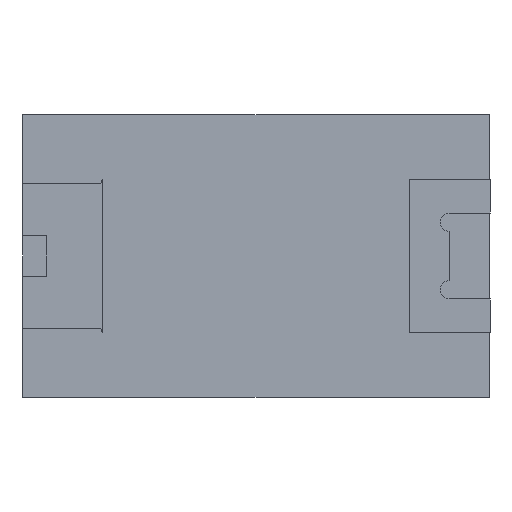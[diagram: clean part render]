
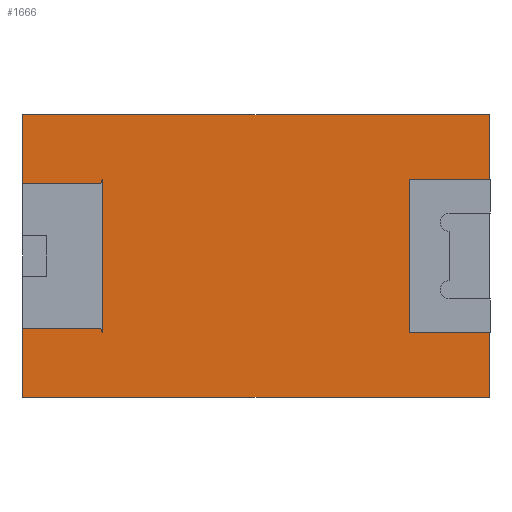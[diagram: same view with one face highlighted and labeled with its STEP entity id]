
A CAD part, front view. The second image highlights one B-rep face of the part: STEP entity #1666.
In plain terms, the highlighted planar face has unit normal (0, -1, 0).
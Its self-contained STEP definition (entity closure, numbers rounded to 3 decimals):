
#21 = VECTOR ( 'NONE', #2529, 1000. ) ;
#30 = DIRECTION ( 'NONE',  ( -1., 0., 0. ) ) ;
#52 = CARTESIAN_POINT ( 'NONE',  ( 0., 0., -3.483 ) ) ;
#75 = LINE ( 'NONE', #298, #412 ) ;
#78 = EDGE_CURVE ( 'NONE', #890, #1303, #409, .T. ) ;
#99 = VERTEX_POINT ( 'NONE', #2706 ) ;
#218 = DIRECTION ( 'NONE',  ( 0., 0., -1. ) ) ;
#243 = LINE ( 'NONE', #464, #21 ) ;
#261 = CARTESIAN_POINT ( 'NONE',  ( 0., 0., 0. ) ) ;
#291 = EDGE_CURVE ( 'NONE', #2261, #1171, #520, .T. ) ;
#295 = DIRECTION ( 'NONE',  ( 0., 0., 1. ) ) ;
#298 = CARTESIAN_POINT ( 'NONE',  ( 0., 0., 0. ) ) ;
#356 = ORIENTED_EDGE ( 'NONE', *, *, #78, .F. ) ;
#364 = VECTOR ( 'NONE', #295, 1000. ) ;
#380 = DIRECTION ( 'NONE',  ( 0., 0., 1. ) ) ;
#409 = LINE ( 'NONE', #1336, #2003 ) ;
#411 = VECTOR ( 'NONE', #2448, 1000. ) ;
#412 = VECTOR ( 'NONE', #2303, 1000. ) ;
#426 = VERTEX_POINT ( 'NONE', #572 ) ;
#436 = DIRECTION ( 'NONE',  ( 0., 0., 1. ) ) ;
#438 = VERTEX_POINT ( 'NONE', #2657 ) ;
#443 = CARTESIAN_POINT ( 'NONE',  ( 0., 0., -3.483 ) ) ;
#464 = CARTESIAN_POINT ( 'NONE',  ( -0.242, 0., -0.109 ) ) ;
#489 = EDGE_CURVE ( 'NONE', #438, #1027, #243, .T. ) ;
#503 = VECTOR ( 'NONE', #1875, 1000. ) ;
#520 = LINE ( 'NONE', #1430, #364 ) ;
#572 = CARTESIAN_POINT ( 'NONE',  ( 1.3, 0., -1.05 ) ) ;
#578 = CARTESIAN_POINT ( 'NONE',  ( 0., 0., -3.55 ) ) ;
#594 = LINE ( 'NONE', #2428, #1937 ) ;
#611 = LINE ( 'NONE', #1526, #411 ) ;
#616 = CARTESIAN_POINT ( 'NONE',  ( 7.6, 0., -4.6 ) ) ;
#618 = ORIENTED_EDGE ( 'NONE', *, *, #1126, .T. ) ;
#674 = DIRECTION ( 'NONE',  ( 0., -1., 0. ) ) ;
#742 = AXIS2_PLACEMENT_3D ( 'NONE', #2430, #674, #2504 ) ;
#757 = VERTEX_POINT ( 'NONE', #845 ) ;
#793 = CARTESIAN_POINT ( 'NONE',  ( 6.3, 0., -1.05 ) ) ;
#803 = EDGE_CURVE ( 'NONE', #1303, #757, #2341, .T. ) ;
#839 = DIRECTION ( 'NONE',  ( 0., 0., -1. ) ) ;
#845 = CARTESIAN_POINT ( 'NONE',  ( 0., 0., -4.6 ) ) ;
#852 = LINE ( 'NONE', #1592, #2751 ) ;
#890 = VERTEX_POINT ( 'NONE', #1217 ) ;
#988 = VECTOR ( 'NONE', #1492, 1000. ) ;
#990 = VERTEX_POINT ( 'NONE', #793 ) ;
#992 = LINE ( 'NONE', #578, #988 ) ;
#993 = CARTESIAN_POINT ( 'NONE',  ( 1.27, 0., -3.483 ) ) ;
#1027 = VERTEX_POINT ( 'NONE', #993 ) ;
#1039 = EDGE_CURVE ( 'NONE', #426, #438, #1904, .T. ) ;
#1063 = ORIENTED_EDGE ( 'NONE', *, *, #803, .F. ) ;
#1089 = ORIENTED_EDGE ( 'NONE', *, *, #2618, .F. ) ;
#1102 = VERTEX_POINT ( 'NONE', #1147 ) ;
#1111 = EDGE_CURVE ( 'NONE', #757, #1591, #594, .T. ) ;
#1126 = EDGE_CURVE ( 'NONE', #2672, #426, #1291, .T. ) ;
#1139 = CARTESIAN_POINT ( 'NONE',  ( 0., 0., -4.6 ) ) ;
#1142 = ORIENTED_EDGE ( 'NONE', *, *, #2288, .F. ) ;
#1147 = CARTESIAN_POINT ( 'NONE',  ( 7.6, 0., 0. ) ) ;
#1171 = VERTEX_POINT ( 'NONE', #261 ) ;
#1175 = CARTESIAN_POINT ( 'NONE',  ( 0., 0., -1.117 ) ) ;
#1196 = CARTESIAN_POINT ( 'NONE',  ( 1.474, 0., -0.661 ) ) ;
#1212 = ORIENTED_EDGE ( 'NONE', *, *, #291, .F. ) ;
#1217 = CARTESIAN_POINT ( 'NONE',  ( 7.6, 0., -3.55 ) ) ;
#1291 = LINE ( 'NONE', #1196, #503 ) ;
#1303 = VERTEX_POINT ( 'NONE', #616 ) ;
#1336 = CARTESIAN_POINT ( 'NONE',  ( 7.6, 0., 0. ) ) ;
#1348 = ORIENTED_EDGE ( 'NONE', *, *, #2304, .T. ) ;
#1394 = ORIENTED_EDGE ( 'NONE', *, *, #2344, .T. ) ;
#1430 = CARTESIAN_POINT ( 'NONE',  ( 0., 0., 0. ) ) ;
#1492 = DIRECTION ( 'NONE',  ( -1., 0., 0. ) ) ;
#1526 = CARTESIAN_POINT ( 'NONE',  ( 0., 0., -1.05 ) ) ;
#1562 = VECTOR ( 'NONE', #30, 1000. ) ;
#1587 = LINE ( 'NONE', #443, #1562 ) ;
#1591 = VERTEX_POINT ( 'NONE', #52 ) ;
#1592 = CARTESIAN_POINT ( 'NONE',  ( 6.3, 0., 0. ) ) ;
#1636 = DIRECTION ( 'NONE',  ( 1., 0., 0. ) ) ;
#1666 = ADVANCED_FACE ( 'NONE', ( #1947 ), #1929, .T. ) ;
#1705 = ORIENTED_EDGE ( 'NONE', *, *, #2809, .T. ) ;
#1772 = EDGE_CURVE ( 'NONE', #990, #1913, #611, .T. ) ;
#1774 = ORIENTED_EDGE ( 'NONE', *, *, #489, .T. ) ;
#1781 = ORIENTED_EDGE ( 'NONE', *, *, #1039, .T. ) ;
#1827 = CARTESIAN_POINT ( 'NONE',  ( 7.6, 0., -1.05 ) ) ;
#1855 = CARTESIAN_POINT ( 'NONE',  ( 0., 0., -1.117 ) ) ;
#1875 = DIRECTION ( 'NONE',  ( 0.409, 0., 0.913 ) ) ;
#1904 = LINE ( 'NONE', #2813, #2079 ) ;
#1907 = EDGE_LOOP ( 'NONE', ( #2249, #1142, #1089, #1212, #1705, #618, #1781, #1774, #1348, #2535, #1063, #356, #1394, #2225 ) ) ;
#1913 = VERTEX_POINT ( 'NONE', #1827 ) ;
#1929 = PLANE ( 'NONE',  #742 ) ;
#1937 = VECTOR ( 'NONE', #380, 1000. ) ;
#1947 = FACE_OUTER_BOUND ( 'NONE', #1907, .T. ) ;
#1957 = CARTESIAN_POINT ( 'NONE',  ( 1.27, 0., -1.117 ) ) ;
#2003 = VECTOR ( 'NONE', #218, 1000. ) ;
#2069 = LINE ( 'NONE', #1175, #2620 ) ;
#2079 = VECTOR ( 'NONE', #839, 1000. ) ;
#2110 = LINE ( 'NONE', #2794, #2138 ) ;
#2138 = VECTOR ( 'NONE', #2749, 1000. ) ;
#2225 = ORIENTED_EDGE ( 'NONE', *, *, #2753, .T. ) ;
#2249 = ORIENTED_EDGE ( 'NONE', *, *, #1772, .T. ) ;
#2261 = VERTEX_POINT ( 'NONE', #1855 ) ;
#2277 = VECTOR ( 'NONE', #2727, 1000. ) ;
#2288 = EDGE_CURVE ( 'NONE', #1102, #1913, #2110, .T. ) ;
#2303 = DIRECTION ( 'NONE',  ( 1., 0., 0. ) ) ;
#2304 = EDGE_CURVE ( 'NONE', #1027, #1591, #1587, .T. ) ;
#2341 = LINE ( 'NONE', #1139, #2277 ) ;
#2344 = EDGE_CURVE ( 'NONE', #890, #99, #992, .T. ) ;
#2428 = CARTESIAN_POINT ( 'NONE',  ( 0., 0., 0. ) ) ;
#2430 = CARTESIAN_POINT ( 'NONE',  ( 0., 0., 0. ) ) ;
#2448 = DIRECTION ( 'NONE',  ( 1., 0., 0. ) ) ;
#2504 = DIRECTION ( 'NONE',  ( 0., 0., -1. ) ) ;
#2529 = DIRECTION ( 'NONE',  ( -0.409, 0., 0.913 ) ) ;
#2535 = ORIENTED_EDGE ( 'NONE', *, *, #1111, .F. ) ;
#2618 = EDGE_CURVE ( 'NONE', #1171, #1102, #75, .T. ) ;
#2620 = VECTOR ( 'NONE', #1636, 1000. ) ;
#2657 = CARTESIAN_POINT ( 'NONE',  ( 1.3, 0., -3.55 ) ) ;
#2672 = VERTEX_POINT ( 'NONE', #1957 ) ;
#2706 = CARTESIAN_POINT ( 'NONE',  ( 6.3, 0., -3.55 ) ) ;
#2727 = DIRECTION ( 'NONE',  ( -1., 0., 0. ) ) ;
#2749 = DIRECTION ( 'NONE',  ( 0., 0., -1. ) ) ;
#2751 = VECTOR ( 'NONE', #436, 1000. ) ;
#2753 = EDGE_CURVE ( 'NONE', #99, #990, #852, .T. ) ;
#2794 = CARTESIAN_POINT ( 'NONE',  ( 7.6, 0., 0. ) ) ;
#2809 = EDGE_CURVE ( 'NONE', #2261, #2672, #2069, .T. ) ;
#2813 = CARTESIAN_POINT ( 'NONE',  ( 1.3, 0., 0. ) ) ;
